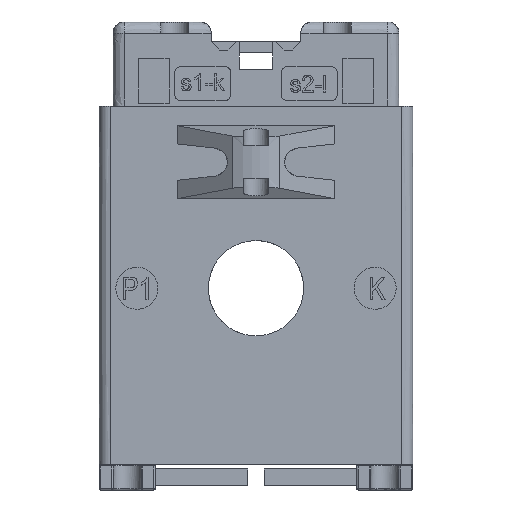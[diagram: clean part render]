
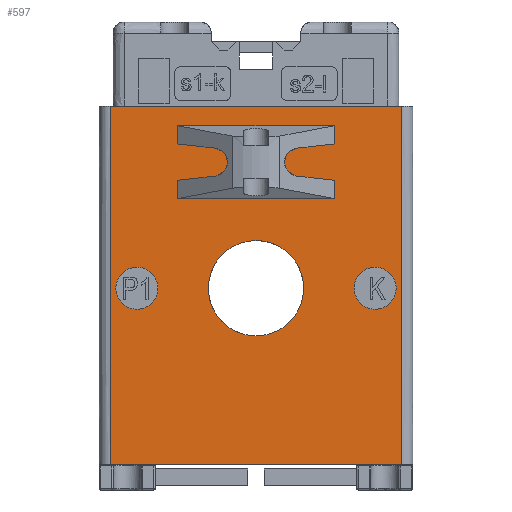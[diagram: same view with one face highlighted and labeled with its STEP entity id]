
A CAD part, front view. The second image highlights one B-rep face of the part: STEP entity #597.
In plain terms, the highlighted free-form (B-spline) face has degree [1, 1] with [2, 2] control points.
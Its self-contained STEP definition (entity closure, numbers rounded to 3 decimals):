
#107=FACE_BOUND($,#1514,.T.);
#108=FACE_BOUND($,#1515,.T.);
#109=FACE_BOUND($,#1516,.T.);
#597=ADVANCED_FACE($,(#1046,#107,#108,#109),#5699,.T.);
#1046=FACE_OUTER_BOUND($,#1513,.T.);
#1513=EDGE_LOOP($,(#3617,#3618,#3619,#3620));
#1514=EDGE_LOOP($,(#3621,#3622));
#1515=EDGE_LOOP($,(#3623,#3624));
#1516=EDGE_LOOP($,(#3625,#3626));
#3617=ORIENTED_EDGE($,*,*,#4728,.T.);
#3618=ORIENTED_EDGE($,*,*,#4716,.T.);
#3619=ORIENTED_EDGE($,*,*,#4729,.T.);
#3620=ORIENTED_EDGE($,*,*,#4708,.T.);
#3621=ORIENTED_EDGE($,*,*,#4743,.F.);
#3622=ORIENTED_EDGE($,*,*,#4733,.F.);
#3623=ORIENTED_EDGE($,*,*,#4746,.F.);
#3624=ORIENTED_EDGE($,*,*,#4736,.F.);
#3625=ORIENTED_EDGE($,*,*,#4748,.F.);
#3626=ORIENTED_EDGE($,*,*,#4738,.F.);
#4708=EDGE_CURVE($,#5391,#5390,#6758,.T.);
#4716=EDGE_CURVE($,#5399,#5398,#6766,.T.);
#4728=EDGE_CURVE($,#5390,#5399,#6778,.T.);
#4729=EDGE_CURVE($,#5398,#5391,#6779,.T.);
#4733=EDGE_CURVE($,#5408,#5415,#18311,.T.);
#4736=EDGE_CURVE($,#5411,#5417,#18313,.T.);
#4738=EDGE_CURVE($,#5413,#5420,#18314,.T.);
#4743=EDGE_CURVE($,#5415,#5408,#18317,.T.);
#4746=EDGE_CURVE($,#5417,#5411,#18319,.T.);
#4748=EDGE_CURVE($,#5420,#5413,#18320,.T.);
#5390=VERTEX_POINT($,#18133);
#5391=VERTEX_POINT($,#18134);
#5398=VERTEX_POINT($,#18141);
#5399=VERTEX_POINT($,#18142);
#5408=VERTEX_POINT($,#18151);
#5411=VERTEX_POINT($,#18154);
#5413=VERTEX_POINT($,#18156);
#5415=VERTEX_POINT($,#18158);
#5417=VERTEX_POINT($,#18160);
#5420=VERTEX_POINT($,#18163);
#5699=B_SPLINE_SURFACE_WITH_KNOTS($,1,1,((#17985,#17986),(#17987,#17988)),
.UNSPECIFIED.,.F.,.F.,.F.,(2,2),(2,2),(2.,54.),(0.,64.),.UNSPECIFIED.);
#6758=B_SPLINE_CURVE_WITH_KNOTS($,1,(#17673,#17674),.UNSPECIFIED.,.F.,.F.,
(2,2),(2.,54.),.UNSPECIFIED.);
#6766=B_SPLINE_CURVE_WITH_KNOTS($,1,(#17769,#17770),.UNSPECIFIED.,.F.,.F.,
(2,2),(2.,54.),.UNSPECIFIED.);
#6778=B_SPLINE_CURVE_WITH_KNOTS($,3,(#17881,#17882,#17883,#17884),.UNSPECIFIED.,
.F.,.F.,(4,4),(0.,64.),.UNSPECIFIED.);
#6779=B_SPLINE_CURVE_WITH_KNOTS($,3,(#17885,#17886,#17887,#17888),.UNSPECIFIED.,
.F.,.F.,(4,4),(0.,64.),.UNSPECIFIED.);
#17673=CARTESIAN_POINT($,(2.,0.,4.5));
#17674=CARTESIAN_POINT($,(54.,0.,4.5));
#17769=CARTESIAN_POINT($,(54.,0.,68.5));
#17770=CARTESIAN_POINT($,(2.,0.,68.5));
#17881=CARTESIAN_POINT($,(54.,0.,4.5));
#17882=CARTESIAN_POINT($,(54.,0.,25.833));
#17883=CARTESIAN_POINT($,(54.,0.,47.167));
#17884=CARTESIAN_POINT($,(54.,0.,68.5));
#17885=CARTESIAN_POINT($,(2.,0.,68.5));
#17886=CARTESIAN_POINT($,(2.,0.,47.167));
#17887=CARTESIAN_POINT($,(2.,0.,25.833));
#17888=CARTESIAN_POINT($,(2.,0.,4.5));
#17902=CARTESIAN_POINT($,(6.75,0.,39.75));
#17903=CARTESIAN_POINT($,(3.,0.,39.75));
#17904=CARTESIAN_POINT($,(3.,0.,36.));
#17905=CARTESIAN_POINT($,(3.,0.,32.25));
#17906=CARTESIAN_POINT($,(6.75,0.,32.25));
#17914=CARTESIAN_POINT($,(49.25,0.,39.75));
#17915=CARTESIAN_POINT($,(45.5,0.,39.75));
#17916=CARTESIAN_POINT($,(45.5,0.,36.));
#17917=CARTESIAN_POINT($,(45.5,0.,32.25));
#17918=CARTESIAN_POINT($,(49.25,0.,32.25));
#17921=CARTESIAN_POINT($,(28.,0.,27.5));
#17922=CARTESIAN_POINT($,(36.5,0.,27.5));
#17923=CARTESIAN_POINT($,(36.5,0.,36.));
#17924=CARTESIAN_POINT($,(36.5,0.,44.5));
#17925=CARTESIAN_POINT($,(28.,0.,44.5));
#17940=CARTESIAN_POINT($,(6.75,0.,32.25));
#17941=CARTESIAN_POINT($,(10.5,0.,32.25));
#17942=CARTESIAN_POINT($,(10.5,0.,36.));
#17943=CARTESIAN_POINT($,(10.5,0.,39.75));
#17944=CARTESIAN_POINT($,(6.75,0.,39.75));
#17952=CARTESIAN_POINT($,(49.25,0.,32.25));
#17953=CARTESIAN_POINT($,(53.,0.,32.25));
#17954=CARTESIAN_POINT($,(53.,0.,36.));
#17955=CARTESIAN_POINT($,(53.,0.,39.75));
#17956=CARTESIAN_POINT($,(49.25,0.,39.75));
#17959=CARTESIAN_POINT($,(28.,0.,44.5));
#17960=CARTESIAN_POINT($,(19.5,0.,44.5));
#17961=CARTESIAN_POINT($,(19.5,0.,36.));
#17962=CARTESIAN_POINT($,(19.5,0.,27.5));
#17963=CARTESIAN_POINT($,(28.,0.,27.5));
#17985=CARTESIAN_POINT($,(2.,0.,4.5));
#17986=CARTESIAN_POINT($,(2.,0.,68.5));
#17987=CARTESIAN_POINT($,(54.,0.,4.5));
#17988=CARTESIAN_POINT($,(54.,0.,68.5));
#18133=CARTESIAN_POINT($,(54.,0.,4.5));
#18134=CARTESIAN_POINT($,(2.,0.,4.5));
#18141=CARTESIAN_POINT($,(2.,0.,68.5));
#18142=CARTESIAN_POINT($,(54.,0.,68.5));
#18151=CARTESIAN_POINT($,(6.75,0.,39.75));
#18154=CARTESIAN_POINT($,(49.25,0.,39.75));
#18156=CARTESIAN_POINT($,(28.,0.,27.5));
#18158=CARTESIAN_POINT($,(6.75,0.,32.25));
#18160=CARTESIAN_POINT($,(49.25,0.,32.25));
#18163=CARTESIAN_POINT($,(28.,0.,44.5));
#18311=(
BOUNDED_CURVE()
B_SPLINE_CURVE(2,(#17902,#17903,#17904,#17905,#17906),.UNSPECIFIED.,.F.,
.F.)
B_SPLINE_CURVE_WITH_KNOTS((3,2,3),(0.,5.89,11.779),
.UNSPECIFIED.)
CURVE()
GEOMETRIC_REPRESENTATION_ITEM()
RATIONAL_B_SPLINE_CURVE((1.,0.707,1.,0.707,1.))
REPRESENTATION_ITEM($)
);
#18313=(
BOUNDED_CURVE()
B_SPLINE_CURVE(2,(#17914,#17915,#17916,#17917,#17918),.UNSPECIFIED.,.F.,
.F.)
B_SPLINE_CURVE_WITH_KNOTS((3,2,3),(0.,5.89,11.779),
.UNSPECIFIED.)
CURVE()
GEOMETRIC_REPRESENTATION_ITEM()
RATIONAL_B_SPLINE_CURVE((1.,0.707,1.,0.707,1.))
REPRESENTATION_ITEM($)
);
#18314=(
BOUNDED_CURVE()
B_SPLINE_CURVE(2,(#17921,#17922,#17923,#17924,#17925),.UNSPECIFIED.,.F.,
.F.)
B_SPLINE_CURVE_WITH_KNOTS((3,2,3),(-53.402,-40.052,-26.701),
.UNSPECIFIED.)
CURVE()
GEOMETRIC_REPRESENTATION_ITEM()
RATIONAL_B_SPLINE_CURVE((1.,0.707,1.,0.707,1.))
REPRESENTATION_ITEM($)
);
#18317=(
BOUNDED_CURVE()
B_SPLINE_CURVE(2,(#17940,#17941,#17942,#17943,#17944),.UNSPECIFIED.,.F.,
.F.)
B_SPLINE_CURVE_WITH_KNOTS((3,2,3),(11.779,17.669,23.559),
.UNSPECIFIED.)
CURVE()
GEOMETRIC_REPRESENTATION_ITEM()
RATIONAL_B_SPLINE_CURVE((1.,0.707,1.,0.707,1.))
REPRESENTATION_ITEM($)
);
#18319=(
BOUNDED_CURVE()
B_SPLINE_CURVE(2,(#17952,#17953,#17954,#17955,#17956),.UNSPECIFIED.,.F.,
.F.)
B_SPLINE_CURVE_WITH_KNOTS((3,2,3),(11.779,17.669,23.559),
.UNSPECIFIED.)
CURVE()
GEOMETRIC_REPRESENTATION_ITEM()
RATIONAL_B_SPLINE_CURVE((1.,0.707,1.,0.707,1.))
REPRESENTATION_ITEM($)
);
#18320=(
BOUNDED_CURVE()
B_SPLINE_CURVE(2,(#17959,#17960,#17961,#17962,#17963),.UNSPECIFIED.,.F.,
.F.)
B_SPLINE_CURVE_WITH_KNOTS((3,2,3),(-26.701,-13.351,0.),
.UNSPECIFIED.)
CURVE()
GEOMETRIC_REPRESENTATION_ITEM()
RATIONAL_B_SPLINE_CURVE((1.,0.707,1.,0.707,1.))
REPRESENTATION_ITEM($)
);
